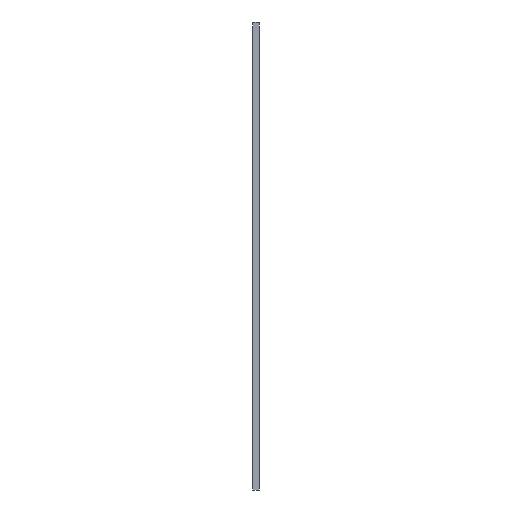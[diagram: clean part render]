
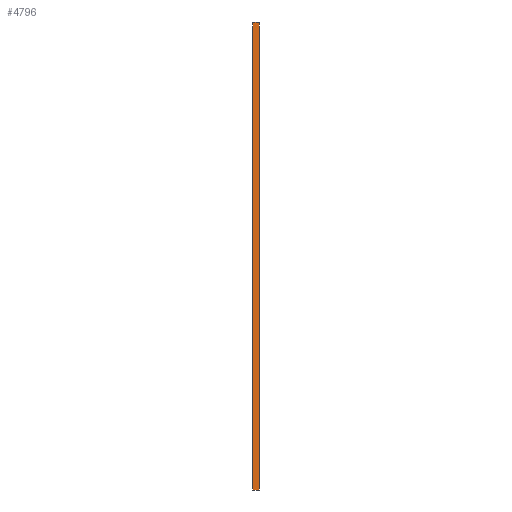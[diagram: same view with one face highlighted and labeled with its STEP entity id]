
A CAD part, left-side view. The second image highlights one B-rep face of the part: STEP entity #4796.
In plain terms, the highlighted planar face has unit normal (-1, 0, 0).
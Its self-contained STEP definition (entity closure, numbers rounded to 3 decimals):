
#559=DIRECTION('',(0.,0.,1.));
#560=VECTOR('',#559,140.);
#561=CARTESIAN_POINT('',(-65.,0.,-65.));
#562=LINE('',#561,#560);
#1211=DIRECTION('',(0.,0.,1.));
#1212=VECTOR('',#1211,140.);
#1213=CARTESIAN_POINT('',(-65.,2.,-65.));
#1214=LINE('',#1213,#1212);
#1757=DIRECTION('',(0.,1.,0.));
#1758=VECTOR('',#1757,2.);
#1759=CARTESIAN_POINT('',(-65.,0.,-65.));
#1760=LINE('',#1759,#1758);
#1773=DIRECTION('',(0.,1.,0.));
#1774=VECTOR('',#1773,2.);
#1775=CARTESIAN_POINT('',(-65.,0.,75.));
#1776=LINE('',#1775,#1774);
#1811=CARTESIAN_POINT('',(-65.,0.,-65.));
#1812=CARTESIAN_POINT('',(-65.,0.,75.));
#1813=VERTEX_POINT('',#1811);
#1814=VERTEX_POINT('',#1812);
#1817=CARTESIAN_POINT('',(-65.,2.,-65.));
#1818=CARTESIAN_POINT('',(-65.,2.,75.));
#1819=VERTEX_POINT('',#1817);
#1820=VERTEX_POINT('',#1818);
#4784=CARTESIAN_POINT('',(-65.,0.,-65.));
#4785=DIRECTION('',(-1.,0.,0.));
#4786=DIRECTION('',(0.,0.,1.));
#4787=AXIS2_PLACEMENT_3D('',#4784,#4785,#4786);
#4788=PLANE('',#4787);
#4789=ORIENTED_EDGE('',*,*,#2378,.F.);
#4790=ORIENTED_EDGE('',*,*,#4779,.T.);
#4791=ORIENTED_EDGE('',*,*,#2802,.T.);
#4793=ORIENTED_EDGE('',*,*,#4792,.F.);
#4794=EDGE_LOOP('',(#4789,#4790,#4791,#4793));
#4795=FACE_OUTER_BOUND('',#4794,.F.);
#4796=ADVANCED_FACE('',(#4795),#4788,.T.);
#2378=EDGE_CURVE('',#1813,#1814,#562,.T.);
#2802=EDGE_CURVE('',#1819,#1820,#1214,.T.);
#4779=EDGE_CURVE('',#1813,#1819,#1760,.T.);
#4792=EDGE_CURVE('',#1814,#1820,#1776,.T.);
